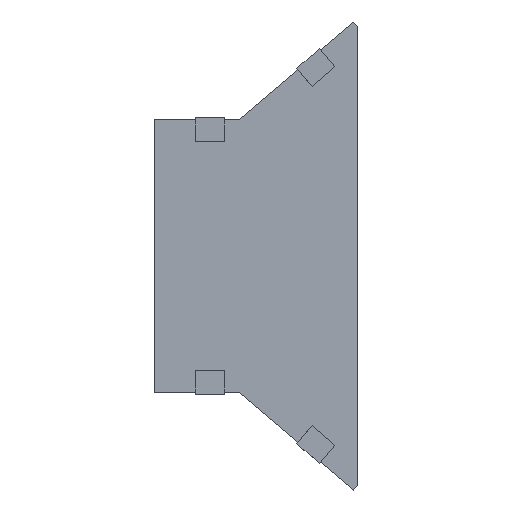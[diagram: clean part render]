
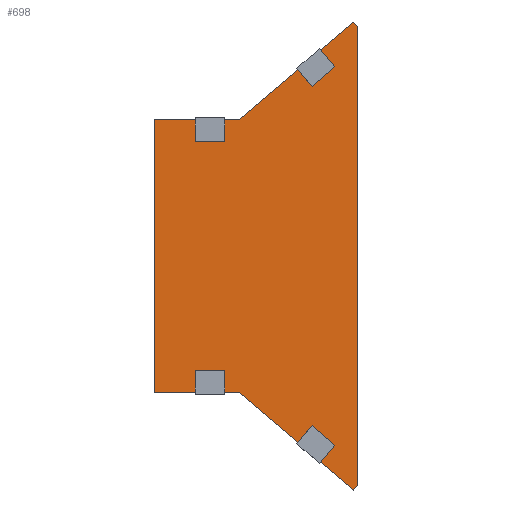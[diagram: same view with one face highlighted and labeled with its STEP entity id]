
A CAD part, top view. The second image highlights one B-rep face of the part: STEP entity #698.
In plain terms, the highlighted planar face has unit normal (0, 0, 1).
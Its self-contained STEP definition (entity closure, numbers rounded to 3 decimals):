
#28=FACE_OUTER_BOUND('',#70,.T.);
#70=EDGE_LOOP('',(#480,#481,#482,#483,#484,#485,#486,#487));
#117=LINE('',#988,#213);
#120=LINE('',#994,#216);
#122=LINE('',#997,#218);
#123=LINE('',#1000,#219);
#124=LINE('',#1002,#220);
#125=LINE('',#1004,#221);
#126=LINE('',#1006,#222);
#127=LINE('',#1007,#223);
#213=VECTOR('',#799,1.);
#216=VECTOR('',#804,1.);
#218=VECTOR('',#808,1.);
#219=VECTOR('',#811,1.);
#220=VECTOR('',#812,1.);
#221=VECTOR('',#813,1.);
#222=VECTOR('',#814,1.);
#223=VECTOR('',#815,10.);
#308=VERTEX_POINT('',#985);
#309=VERTEX_POINT('',#987);
#310=VERTEX_POINT('',#991);
#311=VERTEX_POINT('',#993);
#312=VERTEX_POINT('',#999);
#313=VERTEX_POINT('',#1001);
#314=VERTEX_POINT('',#1003);
#315=VERTEX_POINT('',#1005);
#373=EDGE_CURVE('',#309,#308,#117,.T.);
#376=EDGE_CURVE('',#311,#310,#120,.T.);
#378=EDGE_CURVE('',#310,#309,#122,.T.);
#379=EDGE_CURVE('',#312,#308,#123,.T.);
#380=EDGE_CURVE('',#313,#312,#124,.T.);
#381=EDGE_CURVE('',#313,#314,#125,.T.);
#382=EDGE_CURVE('',#314,#315,#126,.T.);
#383=EDGE_CURVE('',#311,#315,#127,.T.);
#480=ORIENTED_EDGE('',*,*,#373,.T.);
#481=ORIENTED_EDGE('',*,*,#379,.F.);
#482=ORIENTED_EDGE('',*,*,#380,.F.);
#483=ORIENTED_EDGE('',*,*,#381,.T.);
#484=ORIENTED_EDGE('',*,*,#382,.T.);
#485=ORIENTED_EDGE('',*,*,#383,.F.);
#486=ORIENTED_EDGE('',*,*,#376,.T.);
#487=ORIENTED_EDGE('',*,*,#378,.T.);
#656=PLANE('',#746);
#698=ADVANCED_FACE('',(#28),#656,.T.);
#746=AXIS2_PLACEMENT_3D('',#998,#809,#810);
#799=DIRECTION('',(0.,-1.,0.));
#804=DIRECTION('',(-0.761,-0.648,0.));
#808=DIRECTION('',(-1.,0.,0.));
#809=DIRECTION('center_axis',(0.,0.,1.));
#810=DIRECTION('ref_axis',(1.,0.,0.));
#811=DIRECTION('',(-1.,0.,0.));
#812=DIRECTION('',(-0.761,0.648,0.));
#813=DIRECTION('',(0.648,0.761,0.));
#814=DIRECTION('',(0.,1.,0.));
#815=DIRECTION('',(0.648,-0.761,0.));
#985=CARTESIAN_POINT('',(8.097,4.89,0.8));
#987=CARTESIAN_POINT('',(8.097,207.29,0.8));
#988=CARTESIAN_POINT('',(8.097,106.09,0.8));
#991=CARTESIAN_POINT('',(70.697,207.29,0.8));
#993=CARTESIAN_POINT('',(155.597,279.59,0.8));
#994=CARTESIAN_POINT('',(92.421,225.79,0.8));
#997=CARTESIAN_POINT('',(22.947,207.29,0.8));
#998=CARTESIAN_POINT('Origin',(67.797,106.09,0.8));
#999=CARTESIAN_POINT('',(70.697,4.89,0.8));
#1000=CARTESIAN_POINT('',(65.495,4.89,0.8));
#1001=CARTESIAN_POINT('',(155.597,-67.41,0.8));
#1002=CARTESIAN_POINT('',(92.421,-13.61,0.8));
#1003=CARTESIAN_POINT('',(158.397,-64.122,0.8));
#1004=CARTESIAN_POINT('',(156.997,-65.766,0.8));
#1005=CARTESIAN_POINT('',(158.397,276.302,0.8));
#1006=CARTESIAN_POINT('',(158.397,106.09,0.8));
#1007=CARTESIAN_POINT('',(155.597,279.59,0.8));
